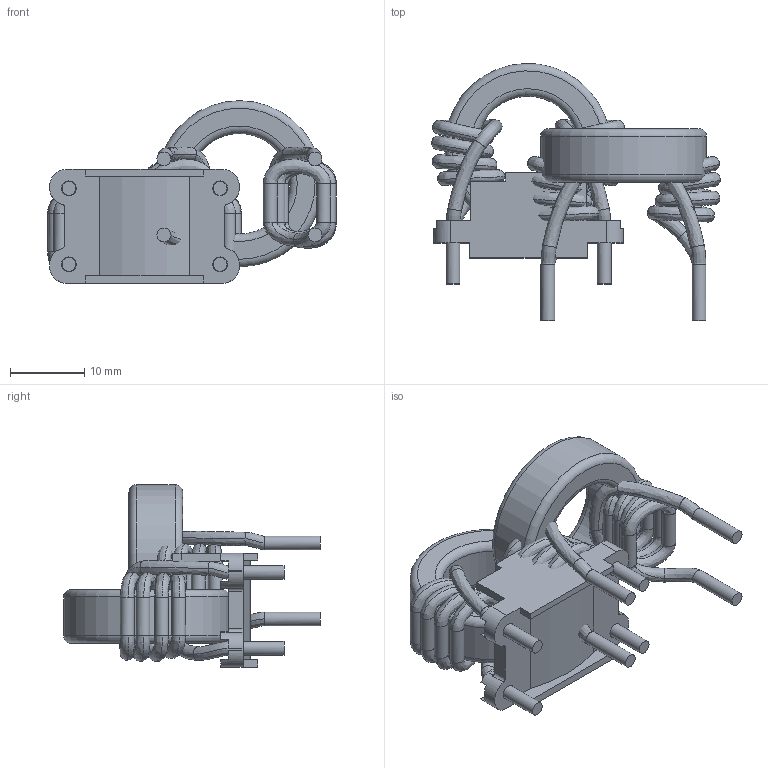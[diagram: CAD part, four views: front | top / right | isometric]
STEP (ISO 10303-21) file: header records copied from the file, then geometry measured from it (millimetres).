
FILE_DESCRIPTION( ( 'Unknown' ), '1' );
FILE_NAME( 'HA19-20000LF.stp', 'Unknown', ( 'Unknown' ), ( 'Unknown' ), 'XStep 1.0', 'Unknown', ' ' );
FILE_SCHEMA( ( 'CONFIG_CONTROL_DESIGN' ) );
Length unit declared in the file: millimetre
Products named in the file (5): Assem1; CORE 10.3.17a; DEFAULT-2085; DEFAULT-2085_3; Header
Bounding box: 38.77 x 34.51 x 24.51 mm (x, y, z)
Volume: 6963.9 mm3; surface area: 8867.4 mm2
Topology: 8 solids, 8 shells, 320 faces, 938 edges, 618 vertices
Faces by surface type: plane 120, bspline 104, cylinder 88, torus 8
Full cylindrical faces by diameter (mm): 1.85 x40, 2 x8, 13.5 x2, 22.3 x2
Entity records: 21615 total; most frequent: CARTESIAN_POINT 17726, ORIENTED_EDGE 872, DIRECTION 526, EDGE_CURVE 436, VERTEX_POINT 306, EDGE_LOOP 212, B_SPLINE_CURVE_WITH_KNOTS 210, FACE_OUTER_BOUND 190
